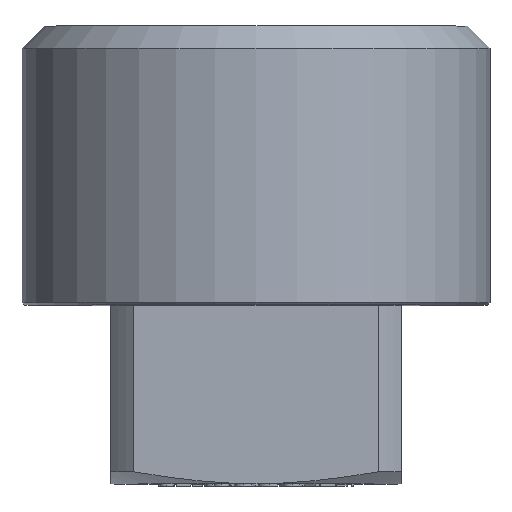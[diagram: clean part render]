
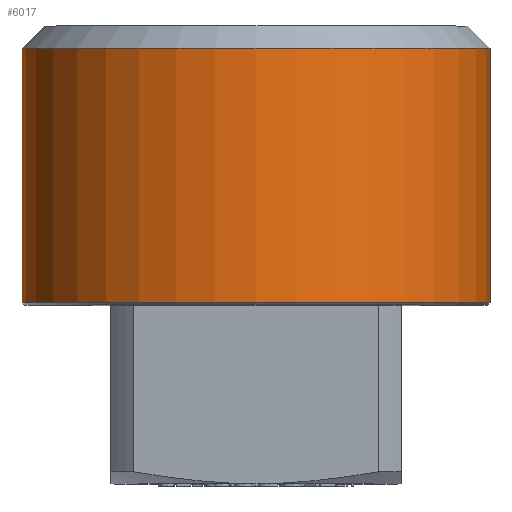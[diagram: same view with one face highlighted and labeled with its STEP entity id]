
A CAD part, top view. The second image highlights one B-rep face of the part: STEP entity #6017.
In plain terms, the highlighted cylindrical face has radius 10.477 mm (diameter 20.955 mm), a full revolution.
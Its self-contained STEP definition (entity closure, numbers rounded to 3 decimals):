
#51 = DIRECTION ( 'NONE',  ( 1., 0., 0. ) ) ;
#53 = DIRECTION ( 'NONE',  ( 0., -1., 0. ) ) ;
#54 = CARTESIAN_POINT ( 'NONE',  ( 0., 19.5, 0. ) ) ;
#330 = CIRCLE ( 'NONE', #6951, 10.477 ) ;
#760 = VERTEX_POINT ( 'NONE', #4268 ) ;
#761 = VERTEX_POINT ( 'NONE', #4260 ) ;
#2682 = ORIENTED_EDGE ( 'NONE', *, *, #9220, .T. ) ;
#3460 = ORIENTED_EDGE ( 'NONE', *, *, #8994, .T. ) ;
#4260 = CARTESIAN_POINT ( 'NONE',  ( 10.477, 8.114, 0. ) ) ;
#4268 = CARTESIAN_POINT ( 'NONE',  ( 10.477, 19.5, 0. ) ) ;
#4748 = CIRCLE ( 'NONE', #6620, 10.477 ) ;
#4802 = CYLINDRICAL_SURFACE ( 'NONE', #6625, 10.477 ) ;
#4926 = FACE_OUTER_BOUND ( 'NONE', #9603, .T. ) ;
#4967 = FACE_OUTER_BOUND ( 'NONE', #9463, .T. ) ;
#6017 = ADVANCED_FACE ( 'NONE', ( #4926, #4967 ), #4802, .T. ) ;
#6393 = CARTESIAN_POINT ( 'NONE',  ( 0., 8., 0. ) ) ;
#6444 = DIRECTION ( 'NONE',  ( 1., 0., 0. ) ) ;
#6503 = DIRECTION ( 'NONE',  ( 0., 1., 0. ) ) ;
#6620 = AXIS2_PLACEMENT_3D ( 'NONE', #8293, #8335, #8346 ) ;
#6625 = AXIS2_PLACEMENT_3D ( 'NONE', #6393, #6503, #6444 ) ;
#6951 = AXIS2_PLACEMENT_3D ( 'NONE', #54, #53, #51 ) ;
#8293 = CARTESIAN_POINT ( 'NONE',  ( 0., 8.114, 0. ) ) ;
#8335 = DIRECTION ( 'NONE',  ( 0., 1., 0. ) ) ;
#8346 = DIRECTION ( 'NONE',  ( 1., 0., 0. ) ) ;
#8994 = EDGE_CURVE ( 'NONE', #761, #761, #4748, .T. ) ;
#9220 = EDGE_CURVE ( 'NONE', #760, #760, #330, .T. ) ;
#9463 = EDGE_LOOP ( 'NONE', ( #2682 ) ) ;
#9603 = EDGE_LOOP ( 'NONE', ( #3460 ) ) ;
